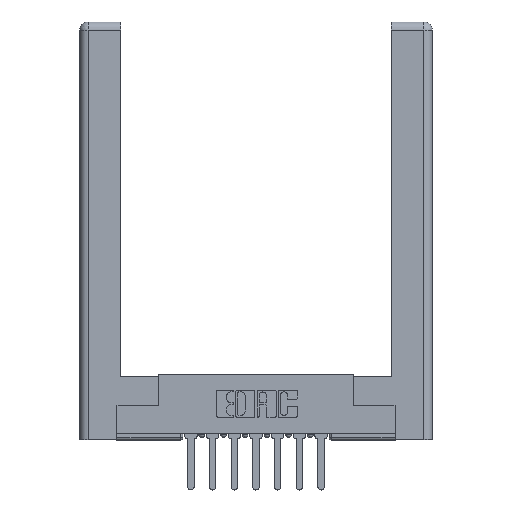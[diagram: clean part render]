
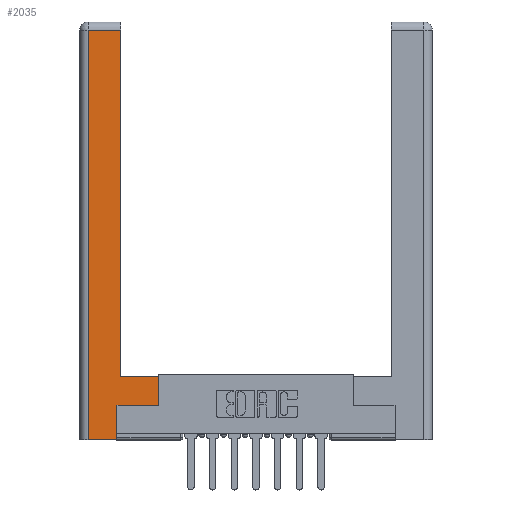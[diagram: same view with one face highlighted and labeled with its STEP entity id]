
A CAD part, top view. The second image highlights one B-rep face of the part: STEP entity #2035.
In plain terms, the highlighted planar face has unit normal (0, 0, 1).
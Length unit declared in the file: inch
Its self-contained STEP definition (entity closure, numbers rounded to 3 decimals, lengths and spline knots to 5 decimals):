
#40 = LINE ( 'NONE', #8095, #9256 ) ;
#362 = CARTESIAN_POINT ( 'NONE',  ( 0.565, 0.245, 0. ) ) ;
#370 = ORIENTED_EDGE ( 'NONE', *, *, #5635, .T. ) ;
#712 = VERTEX_POINT ( 'NONE', #4422 ) ;
#1006 = VECTOR ( 'NONE', #11477, 39.37008 ) ;
#1022 = VERTEX_POINT ( 'NONE', #8917 ) ;
#1457 = VERTEX_POINT ( 'NONE', #9003 ) ;
#1515 = EDGE_CURVE ( 'NONE', #12737, #11637, #5382, .T. ) ;
#1590 = VECTOR ( 'NONE', #9799, 39.37008 ) ;
#1872 = DIRECTION ( 'NONE',  ( 0., -1., 0. ) ) ;
#2035 = ADVANCED_FACE ( 'NONE', ( #5220 ), #9465, .F. ) ;
#2100 = DIRECTION ( 'NONE',  ( 1., 0., 0. ) ) ;
#2620 = CARTESIAN_POINT ( 'NONE',  ( 0.265, 0.245, 0. ) ) ;
#3159 = VECTOR ( 'NONE', #2100, 39.37008 ) ;
#3339 = CARTESIAN_POINT ( 'NONE',  ( 0.265, 0.245, 0. ) ) ;
#3751 = CARTESIAN_POINT ( 'NONE',  ( 0.565, 0.45, 0. ) ) ;
#3784 = EDGE_CURVE ( 'NONE', #1457, #7724, #10580, .T. ) ;
#4260 = ORIENTED_EDGE ( 'NONE', *, *, #1515, .T. ) ;
#4294 = CARTESIAN_POINT ( 'NONE',  ( 0.265, 0., 0. ) ) ;
#4422 = CARTESIAN_POINT ( 'NONE',  ( 0.0615, 0., 0. ) ) ;
#4456 = CARTESIAN_POINT ( 'NONE',  ( 0.295, 0.45, 0. ) ) ;
#4561 = AXIS2_PLACEMENT_3D ( 'NONE', #11313, #12510, #7457 ) ;
#4808 = DIRECTION ( 'NONE',  ( -1., 0., 0. ) ) ;
#4961 = CARTESIAN_POINT ( 'NONE',  ( 0.295, 2.94, 0. ) ) ;
#5143 = ORIENTED_EDGE ( 'NONE', *, *, #12604, .T. ) ;
#5220 = FACE_OUTER_BOUND ( 'NONE', #10165, .T. ) ;
#5378 = LINE ( 'NONE', #8159, #3159 ) ;
#5382 = LINE ( 'NONE', #2620, #1590 ) ;
#5635 = EDGE_CURVE ( 'NONE', #7724, #7013, #7043, .T. ) ;
#5952 = ORIENTED_EDGE ( 'NONE', *, *, #11255, .T. ) ;
#6731 = CARTESIAN_POINT ( 'NONE',  ( 0.0615, 2.94, 0. ) ) ;
#7013 = VERTEX_POINT ( 'NONE', #4456 ) ;
#7043 = LINE ( 'NONE', #11355, #1006 ) ;
#7457 = DIRECTION ( 'NONE',  ( -1., 0., 0. ) ) ;
#7530 = VECTOR ( 'NONE', #4808, 39.37008 ) ;
#7685 = LINE ( 'NONE', #6731, #7530 ) ;
#7724 = VERTEX_POINT ( 'NONE', #3751 ) ;
#7819 = ORIENTED_EDGE ( 'NONE', *, *, #11103, .T. ) ;
#7944 = EDGE_CURVE ( 'NONE', #712, #12737, #5378, .T. ) ;
#8095 = CARTESIAN_POINT ( 'NONE',  ( 0.0615, 0., 0. ) ) ;
#8159 = CARTESIAN_POINT ( 'NONE',  ( 0.265, 0., 0. ) ) ;
#8513 = VERTEX_POINT ( 'NONE', #4961 ) ;
#8620 = DIRECTION ( 'NONE',  ( 1., 0., 0. ) ) ;
#8917 = CARTESIAN_POINT ( 'NONE',  ( 0.0615, 2.94, 0. ) ) ;
#8940 = ORIENTED_EDGE ( 'NONE', *, *, #11952, .T. ) ;
#8972 = LINE ( 'NONE', #362, #10704 ) ;
#9003 = CARTESIAN_POINT ( 'NONE',  ( 0.565, 0.245, 0. ) ) ;
#9005 = VECTOR ( 'NONE', #10597, 39.37008 ) ;
#9256 = VECTOR ( 'NONE', #1872, 39.37008 ) ;
#9349 = ORIENTED_EDGE ( 'NONE', *, *, #7944, .T. ) ;
#9465 = PLANE ( 'NONE',  #4561 ) ;
#9799 = DIRECTION ( 'NONE',  ( 0., 1., 0. ) ) ;
#10165 = EDGE_LOOP ( 'NONE', ( #5952, #8940, #5143, #9349, #4260, #7819, #11867, #370 ) ) ;
#10232 = LINE ( 'NONE', #12814, #11974 ) ;
#10580 = LINE ( 'NONE', #12708, #9005 ) ;
#10597 = DIRECTION ( 'NONE',  ( 0., 1., 0. ) ) ;
#10704 = VECTOR ( 'NONE', #8620, 39.37008 ) ;
#11103 = EDGE_CURVE ( 'NONE', #11637, #1457, #8972, .T. ) ;
#11255 = EDGE_CURVE ( 'NONE', #7013, #8513, #10232, .T. ) ;
#11313 = CARTESIAN_POINT ( 'NONE',  ( 0., 0., 0. ) ) ;
#11355 = CARTESIAN_POINT ( 'NONE',  ( 0.295, 0.45, 0. ) ) ;
#11477 = DIRECTION ( 'NONE',  ( -1., 0., 0. ) ) ;
#11637 = VERTEX_POINT ( 'NONE', #3339 ) ;
#11720 = DIRECTION ( 'NONE',  ( 0., 1., 0. ) ) ;
#11867 = ORIENTED_EDGE ( 'NONE', *, *, #3784, .T. ) ;
#11952 = EDGE_CURVE ( 'NONE', #8513, #1022, #7685, .T. ) ;
#11974 = VECTOR ( 'NONE', #11720, 39.37008 ) ;
#12510 = DIRECTION ( 'NONE',  ( 0., 0., -1. ) ) ;
#12604 = EDGE_CURVE ( 'NONE', #1022, #712, #40, .T. ) ;
#12708 = CARTESIAN_POINT ( 'NONE',  ( 0.565, 0.45, 0. ) ) ;
#12737 = VERTEX_POINT ( 'NONE', #4294 ) ;
#12814 = CARTESIAN_POINT ( 'NONE',  ( 0.295, 3., 0. ) ) ;
